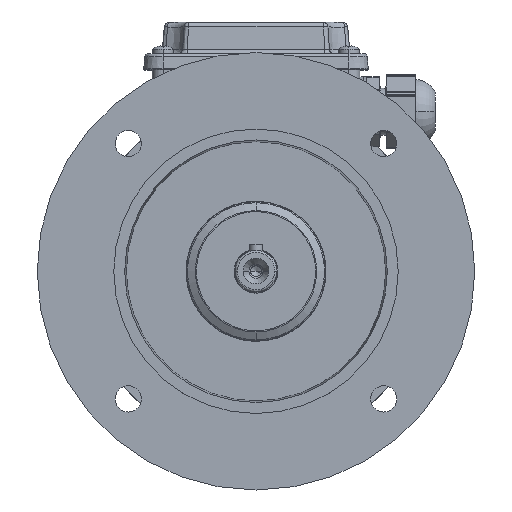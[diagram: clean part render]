
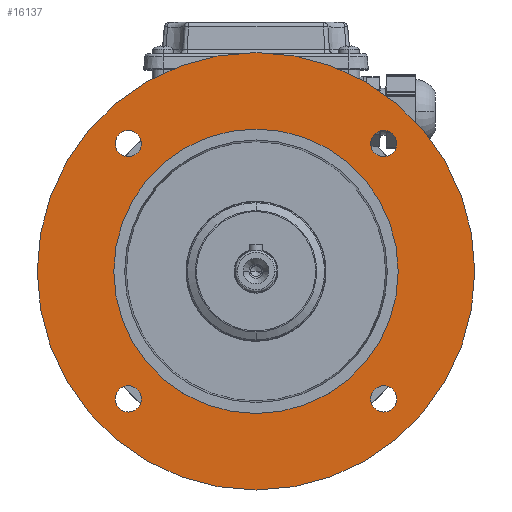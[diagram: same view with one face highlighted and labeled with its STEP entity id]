
A CAD part, top view. The second image highlights one B-rep face of the part: STEP entity #16137.
In plain terms, the highlighted planar face has unit normal (0, 0, 1).
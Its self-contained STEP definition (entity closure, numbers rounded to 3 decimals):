
#81 = ORIENTED_EDGE ( 'NONE', *, *, #27076, .F. ) ;
#259 = DIRECTION ( 'NONE',  ( 0., 0., 1. ) ) ;
#1777 = VERTEX_POINT ( 'NONE', #65015 ) ;
#2078 = EDGE_LOOP ( 'NONE', ( #55051, #42178 ) ) ;
#2670 = DIRECTION ( 'NONE',  ( -1., 0., 0. ) ) ;
#3097 = AXIS2_PLACEMENT_3D ( 'NONE', #78107, #56890, #79406 ) ;
#3324 = CIRCLE ( 'NONE', #75099, 6. ) ;
#3489 = CARTESIAN_POINT ( 'NONE',  ( 99.975, 0., 32. ) ) ;
#3633 = FACE_OUTER_BOUND ( 'NONE', #91243, .T. ) ;
#3730 = CARTESIAN_POINT ( 'NONE',  ( -65., 0., 32. ) ) ;
#5501 = EDGE_CURVE ( 'NONE', #1777, #64570, #3324, .T. ) ;
#5776 = ORIENTED_EDGE ( 'NONE', *, *, #66217, .F. ) ;
#5889 = DIRECTION ( 'NONE',  ( 0., -1., 0. ) ) ;
#6010 = CARTESIAN_POINT ( 'NONE',  ( 58.336, -58.336, 32. ) ) ;
#7045 = FACE_BOUND ( 'NONE', #54171, .T. ) ;
#8649 = CARTESIAN_POINT ( 'NONE',  ( 58.336, 58.336, 32. ) ) ;
#9001 = ORIENTED_EDGE ( 'NONE', *, *, #15197, .F. ) ;
#10150 = CIRCLE ( 'NONE', #20107, 6. ) ;
#11454 = EDGE_CURVE ( 'NONE', #76362, #70980, #36247, .T. ) ;
#11693 = DIRECTION ( 'NONE',  ( 1., 0., 0. ) ) ;
#15164 = VERTEX_POINT ( 'NONE', #3730 ) ;
#15197 = EDGE_CURVE ( 'NONE', #15164, #17551, #34667, .T. ) ;
#15456 = CIRCLE ( 'NONE', #3097, 6. ) ;
#16137 = ADVANCED_FACE ( 'NONE', ( #3633, #38111, #7045, #20841, #66815, #88696 ), #93868, .F. ) ;
#16680 = DIRECTION ( 'NONE',  ( -1., 0., 0. ) ) ;
#17286 = CARTESIAN_POINT ( 'NONE',  ( -64.336, -58.336, 32. ) ) ;
#17551 = VERTEX_POINT ( 'NONE', #74497 ) ;
#17575 = EDGE_CURVE ( 'NONE', #51749, #39431, #39135, .T. ) ;
#19208 = DIRECTION ( 'NONE',  ( -1., 0., 0. ) ) ;
#20107 = AXIS2_PLACEMENT_3D ( 'NONE', #67348, #259, #58992 ) ;
#20744 = DIRECTION ( 'NONE',  ( -1., 0., 0. ) ) ;
#20841 = FACE_BOUND ( 'NONE', #2078, .T. ) ;
#23126 = CARTESIAN_POINT ( 'NONE',  ( 0., 0., 32. ) ) ;
#23733 = DIRECTION ( 'NONE',  ( 1., 0., 0. ) ) ;
#25327 = DIRECTION ( 'NONE',  ( -1., 0., 0. ) ) ;
#27076 = EDGE_CURVE ( 'NONE', #70980, #76362, #15456, .T. ) ;
#27357 = AXIS2_PLACEMENT_3D ( 'NONE', #63481, #86330, #19208 ) ;
#29387 = ORIENTED_EDGE ( 'NONE', *, *, #50046, .F. ) ;
#30235 = CARTESIAN_POINT ( 'NONE',  ( -64.336, 58.336, 32. ) ) ;
#32113 = AXIS2_PLACEMENT_3D ( 'NONE', #41120, #32793, #69710 ) ;
#32793 = DIRECTION ( 'NONE',  ( 0., 0., -1. ) ) ;
#33368 = DIRECTION ( 'NONE',  ( -1., 0., 0. ) ) ;
#33405 = EDGE_LOOP ( 'NONE', ( #58302, #92418 ) ) ;
#33676 = CARTESIAN_POINT ( 'NONE',  ( -58.336, 58.336, 32. ) ) ;
#34408 = VERTEX_POINT ( 'NONE', #65225 ) ;
#34649 = CARTESIAN_POINT ( 'NONE',  ( 52.336, -58.336, 32. ) ) ;
#34667 = CIRCLE ( 'NONE', #39427, 65. ) ;
#34721 = ORIENTED_EDGE ( 'NONE', *, *, #11454, .F. ) ;
#35813 = CARTESIAN_POINT ( 'NONE',  ( -52.336, -58.336, 32. ) ) ;
#36214 = CARTESIAN_POINT ( 'NONE',  ( 64.336, 58.336, 32. ) ) ;
#36247 = CIRCLE ( 'NONE', #27357, 6. ) ;
#37541 = CARTESIAN_POINT ( 'NONE',  ( 52.336, 58.336, 32. ) ) ;
#38111 = FACE_BOUND ( 'NONE', #73594, .T. ) ;
#39135 = CIRCLE ( 'NONE', #43173, 6. ) ;
#39427 = AXIS2_PLACEMENT_3D ( 'NONE', #23126, #81933, #88249 ) ;
#39431 = VERTEX_POINT ( 'NONE', #36214 ) ;
#39466 = AXIS2_PLACEMENT_3D ( 'NONE', #82658, #67204, #2670 ) ;
#41120 = CARTESIAN_POINT ( 'NONE',  ( 0., 0., 32. ) ) ;
#42015 = VERTEX_POINT ( 'NONE', #3489 ) ;
#42178 = ORIENTED_EDGE ( 'NONE', *, *, #48939, .F. ) ;
#43173 = AXIS2_PLACEMENT_3D ( 'NONE', #69315, #60937, #25327 ) ;
#46958 = AXIS2_PLACEMENT_3D ( 'NONE', #8649, #67381, #16680 ) ;
#48939 = EDGE_CURVE ( 'NONE', #34408, #93510, #64605, .T. ) ;
#49840 = CARTESIAN_POINT ( 'NONE',  ( 101.175, -101.175, 32. ) ) ;
#50046 = EDGE_CURVE ( 'NONE', #56341, #42015, #70347, .T. ) ;
#51524 = CIRCLE ( 'NONE', #53515, 6. ) ;
#51749 = VERTEX_POINT ( 'NONE', #37541 ) ;
#53515 = AXIS2_PLACEMENT_3D ( 'NONE', #33676, #84449, #33368 ) ;
#54171 = EDGE_LOOP ( 'NONE', ( #34721, #81 ) ) ;
#55051 = ORIENTED_EDGE ( 'NONE', *, *, #80755, .F. ) ;
#55146 = AXIS2_PLACEMENT_3D ( 'NONE', #67720, #89292, #23733 ) ;
#56100 = CIRCLE ( 'NONE', #82520, 99.975 ) ;
#56330 = EDGE_CURVE ( 'NONE', #64570, #1777, #10150, .T. ) ;
#56341 = VERTEX_POINT ( 'NONE', #59633 ) ;
#56890 = DIRECTION ( 'NONE',  ( 0., 0., 1. ) ) ;
#58302 = ORIENTED_EDGE ( 'NONE', *, *, #17575, .F. ) ;
#58992 = DIRECTION ( 'NONE',  ( -1., 0., 0. ) ) ;
#59633 = CARTESIAN_POINT ( 'NONE',  ( -99.975, 0., 32. ) ) ;
#59634 = ORIENTED_EDGE ( 'NONE', *, *, #56330, .F. ) ;
#60937 = DIRECTION ( 'NONE',  ( 0., 0., 1. ) ) ;
#63349 = DIRECTION ( 'NONE',  ( 0., 0., -1. ) ) ;
#63481 = CARTESIAN_POINT ( 'NONE',  ( -58.336, -58.336, 32. ) ) ;
#64570 = VERTEX_POINT ( 'NONE', #34649 ) ;
#64605 = CIRCLE ( 'NONE', #39466, 6. ) ;
#65015 = CARTESIAN_POINT ( 'NONE',  ( 64.336, -58.336, 32. ) ) ;
#65225 = CARTESIAN_POINT ( 'NONE',  ( -52.336, 58.336, 32. ) ) ;
#66217 = EDGE_CURVE ( 'NONE', #17551, #15164, #82866, .T. ) ;
#66815 = FACE_BOUND ( 'NONE', #33405, .T. ) ;
#67204 = DIRECTION ( 'NONE',  ( 0., 0., 1. ) ) ;
#67348 = CARTESIAN_POINT ( 'NONE',  ( 58.336, -58.336, 32. ) ) ;
#67381 = DIRECTION ( 'NONE',  ( 0., 0., 1. ) ) ;
#67720 = CARTESIAN_POINT ( 'NONE',  ( 0., 0., 32. ) ) ;
#69315 = CARTESIAN_POINT ( 'NONE',  ( 58.336, 58.336, 32. ) ) ;
#69710 = DIRECTION ( 'NONE',  ( 1., 0., 0. ) ) ;
#70166 = ORIENTED_EDGE ( 'NONE', *, *, #5501, .F. ) ;
#70347 = CIRCLE ( 'NONE', #32113, 99.975 ) ;
#70980 = VERTEX_POINT ( 'NONE', #35813 ) ;
#73594 = EDGE_LOOP ( 'NONE', ( #59634, #70166 ) ) ;
#74497 = CARTESIAN_POINT ( 'NONE',  ( 65., 0., 32. ) ) ;
#75099 = AXIS2_PLACEMENT_3D ( 'NONE', #6010, #85950, #20744 ) ;
#76362 = VERTEX_POINT ( 'NONE', #17286 ) ;
#77217 = CARTESIAN_POINT ( 'NONE',  ( 0., 0., 32. ) ) ;
#78107 = CARTESIAN_POINT ( 'NONE',  ( -58.336, -58.336, 32. ) ) ;
#79406 = DIRECTION ( 'NONE',  ( -1., 0., 0. ) ) ;
#80060 = DIRECTION ( 'NONE',  ( 0., 0., -1. ) ) ;
#80755 = EDGE_CURVE ( 'NONE', #93510, #34408, #51524, .T. ) ;
#81348 = EDGE_CURVE ( 'NONE', #42015, #56341, #56100, .T. ) ;
#81933 = DIRECTION ( 'NONE',  ( 0., 0., 1. ) ) ;
#82114 = EDGE_CURVE ( 'NONE', #39431, #51749, #87127, .T. ) ;
#82520 = AXIS2_PLACEMENT_3D ( 'NONE', #77217, #63349, #11693 ) ;
#82658 = CARTESIAN_POINT ( 'NONE',  ( -58.336, 58.336, 32. ) ) ;
#82866 = CIRCLE ( 'NONE', #55146, 65. ) ;
#84449 = DIRECTION ( 'NONE',  ( 0., 0., 1. ) ) ;
#84838 = EDGE_LOOP ( 'NONE', ( #5776, #9001 ) ) ;
#84967 = AXIS2_PLACEMENT_3D ( 'NONE', #49840, #80060, #5889 ) ;
#85950 = DIRECTION ( 'NONE',  ( 0., 0., 1. ) ) ;
#86330 = DIRECTION ( 'NONE',  ( 0., 0., 1. ) ) ;
#87127 = CIRCLE ( 'NONE', #46958, 6. ) ;
#88249 = DIRECTION ( 'NONE',  ( 1., 0., 0. ) ) ;
#88696 = FACE_BOUND ( 'NONE', #84838, .T. ) ;
#89292 = DIRECTION ( 'NONE',  ( 0., 0., 1. ) ) ;
#91243 = EDGE_LOOP ( 'NONE', ( #91423, #29387 ) ) ;
#91423 = ORIENTED_EDGE ( 'NONE', *, *, #81348, .F. ) ;
#92418 = ORIENTED_EDGE ( 'NONE', *, *, #82114, .F. ) ;
#93510 = VERTEX_POINT ( 'NONE', #30235 ) ;
#93868 = PLANE ( 'NONE',  #84967 ) ;
